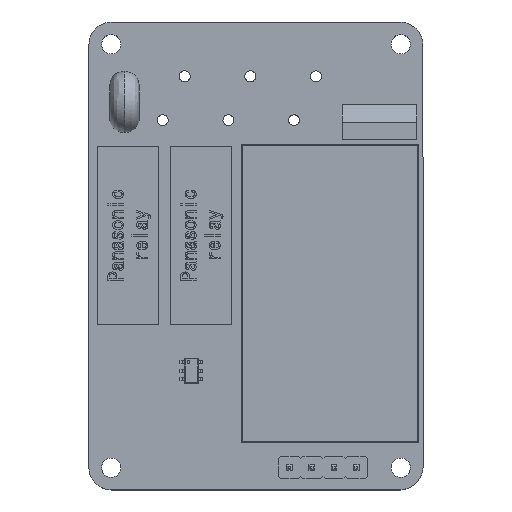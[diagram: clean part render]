
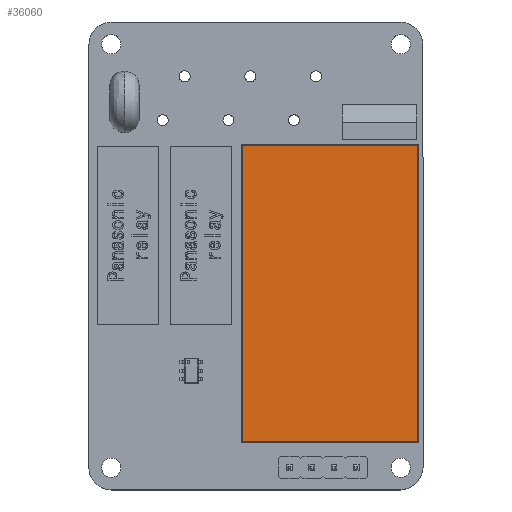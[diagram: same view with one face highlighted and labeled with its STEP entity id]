
A CAD part, top view. The second image highlights one B-rep face of the part: STEP entity #36060.
In plain terms, the highlighted free-form (B-spline) face has degree [1, 1] with [2, 2] control points.
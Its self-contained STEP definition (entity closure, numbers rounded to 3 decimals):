
#35260 = ( BOUNDED_SURFACE() B_SPLINE_SURFACE(2,1,(
    (#35261,#35262)
    ,(#35263,#35264)
    ,(#35265,#35266
)),.UNSPECIFIED.,.F.,.F.,.F.) B_SPLINE_SURFACE_WITH_KNOTS((3,3),(2,2),(
    0.,1.571),(0.1,20.1),.PIECEWISE_BEZIER_KNOTS.) 
GEOMETRIC_REPRESENTATION_ITEM() RATIONAL_B_SPLINE_SURFACE((
    (1.,1.)
    ,(0.707,0.707)
,(1.,1.))) REPRESENTATION_ITEM('') SURFACE() );
#35261 = CARTESIAN_POINT('',(0.,0.1,14.9));
#35262 = CARTESIAN_POINT('',(0.,20.1,14.9));
#35263 = CARTESIAN_POINT('',(0.,0.1,15.));
#35264 = CARTESIAN_POINT('',(0.,20.1,15.));
#35265 = CARTESIAN_POINT('',(0.1,0.1,15.));
#35266 = CARTESIAN_POINT('',(0.1,20.1,15.));
#35456 = VERTEX_POINT('',#35457);
#35457 = CARTESIAN_POINT('',(0.1,0.1,15.));
#35478 = EDGE_CURVE('',#35456,#35479,#35481,.T.);
#35479 = VERTEX_POINT('',#35480);
#35480 = CARTESIAN_POINT('',(0.1,20.1,15.));
#35481 = SURFACE_CURVE('',#35482,(#35485,#35492),.PCURVE_S1.);
#35482 = B_SPLINE_CURVE_WITH_KNOTS('',1,(#35483,#35484),.UNSPECIFIED.,
  .F.,.F.,(2,2),(0.1,20.1),.PIECEWISE_BEZIER_KNOTS.);
#35483 = CARTESIAN_POINT('',(0.1,0.1,15.));
#35484 = CARTESIAN_POINT('',(0.1,20.1,15.));
#35485 = PCURVE('',#35260,#35486);
#35486 = DEFINITIONAL_REPRESENTATION('',(#35487),#35491);
#35487 = B_SPLINE_CURVE_WITH_KNOTS('',2,(#35488,#35489,#35490),
  .UNSPECIFIED.,.F.,.F.,(3,3),(0.1,20.1),.PIECEWISE_BEZIER_KNOTS.);
#35488 = CARTESIAN_POINT('',(1.571,0.1));
#35489 = CARTESIAN_POINT('',(1.571,10.1));
#35490 = CARTESIAN_POINT('',(1.571,20.1));
#35491 = ( GEOMETRIC_REPRESENTATION_CONTEXT(2) 
PARAMETRIC_REPRESENTATION_CONTEXT() REPRESENTATION_CONTEXT('2D SPACE',''
  ) );
#35492 = PCURVE('',#35493,#35498);
#35493 = B_SPLINE_SURFACE_WITH_KNOTS('',1,1,(
    (#35494,#35495)
    ,(#35496,#35497
    )),.UNSPECIFIED.,.F.,.F.,.F.,(2,2),(2,2),(0.1,33.9),(0.1,20.1),
  .PIECEWISE_BEZIER_KNOTS.);
#35494 = CARTESIAN_POINT('',(0.1,0.1,15.));
#35495 = CARTESIAN_POINT('',(0.1,20.1,15.));
#35496 = CARTESIAN_POINT('',(33.9,0.1,15.));
#35497 = CARTESIAN_POINT('',(33.9,20.1,15.));
#35498 = DEFINITIONAL_REPRESENTATION('',(#35499),#35502);
#35499 = B_SPLINE_CURVE_WITH_KNOTS('',1,(#35500,#35501),.UNSPECIFIED.,
  .F.,.F.,(2,2),(0.1,20.1),.PIECEWISE_BEZIER_KNOTS.);
#35500 = CARTESIAN_POINT('',(0.1,0.1));
#35501 = CARTESIAN_POINT('',(0.1,20.1));
#35502 = ( GEOMETRIC_REPRESENTATION_CONTEXT(2) 
PARAMETRIC_REPRESENTATION_CONTEXT() REPRESENTATION_CONTEXT('2D SPACE',''
  ) );
#35661 = ( BOUNDED_SURFACE() B_SPLINE_SURFACE(2,1,(
    (#35662,#35663)
    ,(#35664,#35665)
    ,(#35666,#35667
)),.UNSPECIFIED.,.F.,.F.,.F.) B_SPLINE_SURFACE_WITH_KNOTS((3,3),(2,2),(
    4.712,6.283),(0.1,33.9),.PIECEWISE_BEZIER_KNOTS.) 
GEOMETRIC_REPRESENTATION_ITEM() RATIONAL_B_SPLINE_SURFACE((
    (1.,1.)
    ,(0.707,0.707)
,(1.,1.))) REPRESENTATION_ITEM('') SURFACE() );
#35662 = CARTESIAN_POINT('',(0.1,0.1,15.));
#35663 = CARTESIAN_POINT('',(33.9,0.1,15.));
#35664 = CARTESIAN_POINT('',(0.1,0.,15.));
#35665 = CARTESIAN_POINT('',(33.9,0.,15.));
#35666 = CARTESIAN_POINT('',(0.1,0.,14.9));
#35667 = CARTESIAN_POINT('',(33.9,0.,14.9));
#36060 = ADVANCED_FACE('',(#36061),#35493,.T.);
#36061 = FACE_BOUND('',#36062,.T.);
#36062 = EDGE_LOOP('',(#36063,#36064,#36085,#36113));
#36063 = ORIENTED_EDGE('',*,*,#35478,.F.);
#36064 = ORIENTED_EDGE('',*,*,#36065,.T.);
#36065 = EDGE_CURVE('',#35456,#36066,#36068,.T.);
#36066 = VERTEX_POINT('',#36067);
#36067 = CARTESIAN_POINT('',(33.9,0.1,15.));
#36068 = SURFACE_CURVE('',#36069,(#36072,#36078),.PCURVE_S1.);
#36069 = B_SPLINE_CURVE_WITH_KNOTS('',1,(#36070,#36071),.UNSPECIFIED.,
  .F.,.F.,(2,2),(0.1,33.9),.PIECEWISE_BEZIER_KNOTS.);
#36070 = CARTESIAN_POINT('',(0.1,0.1,15.));
#36071 = CARTESIAN_POINT('',(33.9,0.1,15.));
#36072 = PCURVE('',#35493,#36073);
#36073 = DEFINITIONAL_REPRESENTATION('',(#36074),#36077);
#36074 = B_SPLINE_CURVE_WITH_KNOTS('',1,(#36075,#36076),.UNSPECIFIED.,
  .F.,.F.,(2,2),(0.1,33.9),.PIECEWISE_BEZIER_KNOTS.);
#36075 = CARTESIAN_POINT('',(0.1,0.1));
#36076 = CARTESIAN_POINT('',(33.9,0.1));
#36077 = ( GEOMETRIC_REPRESENTATION_CONTEXT(2) 
PARAMETRIC_REPRESENTATION_CONTEXT() REPRESENTATION_CONTEXT('2D SPACE',''
  ) );
#36078 = PCURVE('',#35661,#36079);
#36079 = DEFINITIONAL_REPRESENTATION('',(#36080),#36084);
#36080 = B_SPLINE_CURVE_WITH_KNOTS('',2,(#36081,#36082,#36083),
  .UNSPECIFIED.,.F.,.F.,(3,3),(0.1,33.9),.PIECEWISE_BEZIER_KNOTS.);
#36081 = CARTESIAN_POINT('',(4.712,0.1));
#36082 = CARTESIAN_POINT('',(4.712,17.));
#36083 = CARTESIAN_POINT('',(4.712,33.9));
#36084 = ( GEOMETRIC_REPRESENTATION_CONTEXT(2) 
PARAMETRIC_REPRESENTATION_CONTEXT() REPRESENTATION_CONTEXT('2D SPACE',''
  ) );
#36085 = ORIENTED_EDGE('',*,*,#36086,.T.);
#36086 = EDGE_CURVE('',#36066,#36087,#36089,.T.);
#36087 = VERTEX_POINT('',#36088);
#36088 = CARTESIAN_POINT('',(33.9,20.1,15.));
#36089 = SURFACE_CURVE('',#36090,(#36093,#36099),.PCURVE_S1.);
#36090 = B_SPLINE_CURVE_WITH_KNOTS('',1,(#36091,#36092),.UNSPECIFIED.,
  .F.,.F.,(2,2),(0.1,20.1),.PIECEWISE_BEZIER_KNOTS.);
#36091 = CARTESIAN_POINT('',(33.9,0.1,15.));
#36092 = CARTESIAN_POINT('',(33.9,20.1,15.));
#36093 = PCURVE('',#35493,#36094);
#36094 = DEFINITIONAL_REPRESENTATION('',(#36095),#36098);
#36095 = B_SPLINE_CURVE_WITH_KNOTS('',1,(#36096,#36097),.UNSPECIFIED.,
  .F.,.F.,(2,2),(0.1,20.1),.PIECEWISE_BEZIER_KNOTS.);
#36096 = CARTESIAN_POINT('',(33.9,0.1));
#36097 = CARTESIAN_POINT('',(33.9,20.1));
#36098 = ( GEOMETRIC_REPRESENTATION_CONTEXT(2) 
PARAMETRIC_REPRESENTATION_CONTEXT() REPRESENTATION_CONTEXT('2D SPACE',''
  ) );
#36099 = PCURVE('',#36100,#36107);
#36100 = ( BOUNDED_SURFACE() B_SPLINE_SURFACE(2,1,(
    (#36101,#36102)
    ,(#36103,#36104)
    ,(#36105,#36106
)),.UNSPECIFIED.,.F.,.F.,.F.) B_SPLINE_SURFACE_WITH_KNOTS((3,3),(2,2),(
    4.712,6.283),(0.1,20.1),.PIECEWISE_BEZIER_KNOTS.) 
GEOMETRIC_REPRESENTATION_ITEM() RATIONAL_B_SPLINE_SURFACE((
    (1.,1.)
    ,(0.707,0.707)
,(1.,1.))) REPRESENTATION_ITEM('') SURFACE() );
#36101 = CARTESIAN_POINT('',(33.9,0.1,15.));
#36102 = CARTESIAN_POINT('',(33.9,20.1,15.));
#36103 = CARTESIAN_POINT('',(34.,0.1,15.));
#36104 = CARTESIAN_POINT('',(34.,20.1,15.));
#36105 = CARTESIAN_POINT('',(34.,0.1,14.9));
#36106 = CARTESIAN_POINT('',(34.,20.1,14.9));
#36107 = DEFINITIONAL_REPRESENTATION('',(#36108),#36112);
#36108 = B_SPLINE_CURVE_WITH_KNOTS('',2,(#36109,#36110,#36111),
  .UNSPECIFIED.,.F.,.F.,(3,3),(0.1,20.1),.PIECEWISE_BEZIER_KNOTS.);
#36109 = CARTESIAN_POINT('',(4.712,0.1));
#36110 = CARTESIAN_POINT('',(4.712,10.1));
#36111 = CARTESIAN_POINT('',(4.712,20.1));
#36112 = ( GEOMETRIC_REPRESENTATION_CONTEXT(2) 
PARAMETRIC_REPRESENTATION_CONTEXT() REPRESENTATION_CONTEXT('2D SPACE',''
  ) );
#36113 = ORIENTED_EDGE('',*,*,#36114,.F.);
#36114 = EDGE_CURVE('',#35479,#36087,#36115,.T.);
#36115 = SURFACE_CURVE('',#36116,(#36119,#36125),.PCURVE_S1.);
#36116 = B_SPLINE_CURVE_WITH_KNOTS('',1,(#36117,#36118),.UNSPECIFIED.,
  .F.,.F.,(2,2),(0.1,33.9),.PIECEWISE_BEZIER_KNOTS.);
#36117 = CARTESIAN_POINT('',(0.1,20.1,15.));
#36118 = CARTESIAN_POINT('',(33.9,20.1,15.));
#36119 = PCURVE('',#35493,#36120);
#36120 = DEFINITIONAL_REPRESENTATION('',(#36121),#36124);
#36121 = B_SPLINE_CURVE_WITH_KNOTS('',1,(#36122,#36123),.UNSPECIFIED.,
  .F.,.F.,(2,2),(0.1,33.9),.PIECEWISE_BEZIER_KNOTS.);
#36122 = CARTESIAN_POINT('',(0.1,20.1));
#36123 = CARTESIAN_POINT('',(33.9,20.1));
#36124 = ( GEOMETRIC_REPRESENTATION_CONTEXT(2) 
PARAMETRIC_REPRESENTATION_CONTEXT() REPRESENTATION_CONTEXT('2D SPACE',''
  ) );
#36125 = PCURVE('',#36126,#36133);
#36126 = ( BOUNDED_SURFACE() B_SPLINE_SURFACE(2,1,(
    (#36127,#36128)
    ,(#36129,#36130)
    ,(#36131,#36132
)),.UNSPECIFIED.,.F.,.F.,.F.) B_SPLINE_SURFACE_WITH_KNOTS((3,3),(2,2),(
    0.,1.571),(0.1,33.9),.PIECEWISE_BEZIER_KNOTS.) 
GEOMETRIC_REPRESENTATION_ITEM() RATIONAL_B_SPLINE_SURFACE((
    (1.,1.)
    ,(0.707,0.707)
,(1.,1.))) REPRESENTATION_ITEM('') SURFACE() );
#36127 = CARTESIAN_POINT('',(0.1,20.2,14.9));
#36128 = CARTESIAN_POINT('',(33.9,20.2,14.9));
#36129 = CARTESIAN_POINT('',(0.1,20.2,15.));
#36130 = CARTESIAN_POINT('',(33.9,20.2,15.));
#36131 = CARTESIAN_POINT('',(0.1,20.1,15.));
#36132 = CARTESIAN_POINT('',(33.9,20.1,15.));
#36133 = DEFINITIONAL_REPRESENTATION('',(#36134),#36138);
#36134 = B_SPLINE_CURVE_WITH_KNOTS('',2,(#36135,#36136,#36137),
  .UNSPECIFIED.,.F.,.F.,(3,3),(0.1,33.9),.PIECEWISE_BEZIER_KNOTS.);
#36135 = CARTESIAN_POINT('',(1.571,0.1));
#36136 = CARTESIAN_POINT('',(1.571,17.));
#36137 = CARTESIAN_POINT('',(1.571,33.9));
#36138 = ( GEOMETRIC_REPRESENTATION_CONTEXT(2) 
PARAMETRIC_REPRESENTATION_CONTEXT() REPRESENTATION_CONTEXT('2D SPACE',''
  ) );
